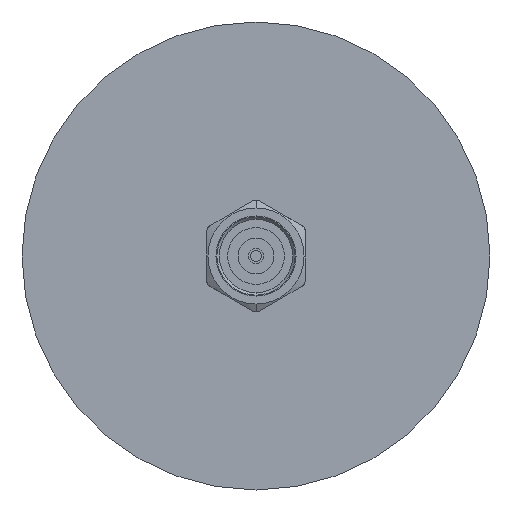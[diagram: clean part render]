
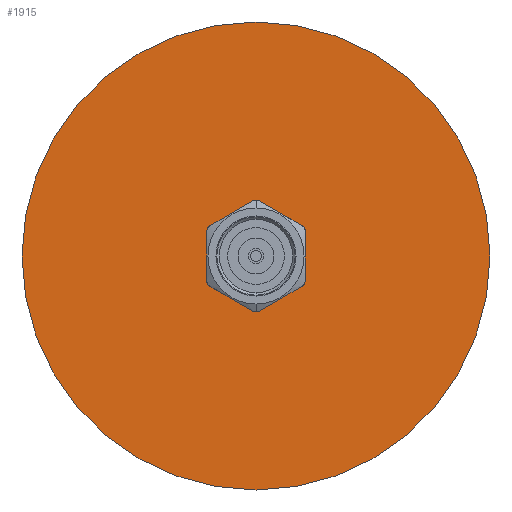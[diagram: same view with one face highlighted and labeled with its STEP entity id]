
A CAD part, left-side view. The second image highlights one B-rep face of the part: STEP entity #1915.
In plain terms, the highlighted planar face has unit normal (-1, 0, 0).
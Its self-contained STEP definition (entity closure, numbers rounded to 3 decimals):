
#77 = CARTESIAN_POINT ( 'NONE',  ( 403.366, 170.194, 2.6 ) ) ;
#111 = DIRECTION ( 'NONE',  ( -1., 0., 0. ) ) ;
#121 = DIRECTION ( 'NONE',  ( 0., 0., 1. ) ) ;
#132 = DIRECTION ( 'NONE',  ( -1., 0., 0. ) ) ;
#533 = VERTEX_POINT ( 'NONE', #2430 ) ;
#652 = ORIENTED_EDGE ( 'NONE', *, *, #2660, .F. ) ;
#667 = AXIS2_PLACEMENT_3D ( 'NONE', #2811, #111, #1456 ) ;
#696 = CARTESIAN_POINT ( 'NONE',  ( 403.366, 170.194, 0. ) ) ;
#704 = AXIS2_PLACEMENT_3D ( 'NONE', #2599, #132, #121 ) ;
#755 = AXIS2_PLACEMENT_3D ( 'NONE', #1441, #1696, #2809 ) ;
#773 = EDGE_CURVE ( 'NONE', #533, #2152, #2012, .T. ) ;
#902 = EDGE_CURVE ( 'NONE', #2152, #533, #1771, .T. ) ;
#1088 = DIRECTION ( 'NONE',  ( 1., 0., 0. ) ) ;
#1290 = EDGE_LOOP ( 'NONE', ( #2895, #1823 ) ) ;
#1370 = VERTEX_POINT ( 'NONE', #1627 ) ;
#1423 = EDGE_LOOP ( 'NONE', ( #2651, #652 ) ) ;
#1441 = CARTESIAN_POINT ( 'NONE',  ( 403.366, 170.194, 0. ) ) ;
#1456 = DIRECTION ( 'NONE',  ( 0., 0., 1. ) ) ;
#1498 = AXIS2_PLACEMENT_3D ( 'NONE', #696, #2684, #1803 ) ;
#1547 = VERTEX_POINT ( 'NONE', #77 ) ;
#1627 = CARTESIAN_POINT ( 'NONE',  ( 403.366, 170.194, -2.6 ) ) ;
#1696 = DIRECTION ( 'NONE',  ( -1., 0., 0. ) ) ;
#1733 = DIRECTION ( 'NONE',  ( 0., 1., 0. ) ) ;
#1771 = CIRCLE ( 'NONE', #1498, 19. ) ;
#1803 = DIRECTION ( 'NONE',  ( 0., 0., 1. ) ) ;
#1819 = EDGE_CURVE ( 'NONE', #1547, #1370, #1967, .T. ) ;
#1823 = ORIENTED_EDGE ( 'NONE', *, *, #773, .T. ) ;
#1915 = ADVANCED_FACE ( 'NONE', ( #1956, #2850 ), #2440, .F. ) ;
#1940 = CARTESIAN_POINT ( 'NONE',  ( 403.366, 170.194, 19. ) ) ;
#1956 = FACE_BOUND ( 'NONE', #1423, .T. ) ;
#1967 = CIRCLE ( 'NONE', #704, 2.6 ) ;
#2012 = CIRCLE ( 'NONE', #755, 19. ) ;
#2152 = VERTEX_POINT ( 'NONE', #1940 ) ;
#2406 = AXIS2_PLACEMENT_3D ( 'NONE', #2879, #1088, #1733 ) ;
#2430 = CARTESIAN_POINT ( 'NONE',  ( 403.366, 170.194, -19. ) ) ;
#2440 = PLANE ( 'NONE',  #2406 ) ;
#2444 = CIRCLE ( 'NONE', #667, 2.6 ) ;
#2599 = CARTESIAN_POINT ( 'NONE',  ( 403.366, 170.194, 0. ) ) ;
#2651 = ORIENTED_EDGE ( 'NONE', *, *, #1819, .F. ) ;
#2660 = EDGE_CURVE ( 'NONE', #1370, #1547, #2444, .T. ) ;
#2684 = DIRECTION ( 'NONE',  ( -1., 0., 0. ) ) ;
#2809 = DIRECTION ( 'NONE',  ( 0., 0., 1. ) ) ;
#2811 = CARTESIAN_POINT ( 'NONE',  ( 403.366, 170.194, 0. ) ) ;
#2850 = FACE_OUTER_BOUND ( 'NONE', #1290, .T. ) ;
#2879 = CARTESIAN_POINT ( 'NONE',  ( 403.366, 0., 0. ) ) ;
#2895 = ORIENTED_EDGE ( 'NONE', *, *, #902, .T. ) ;
